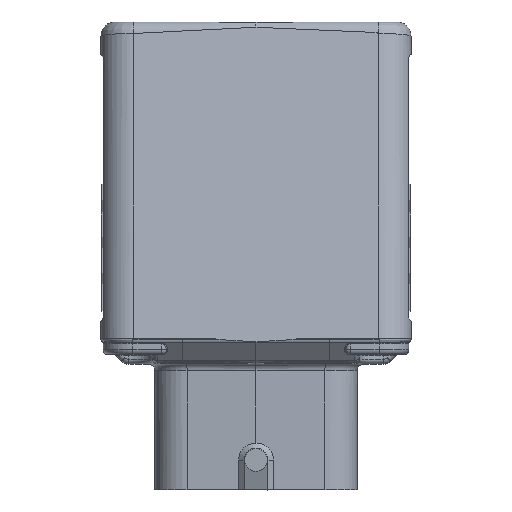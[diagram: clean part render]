
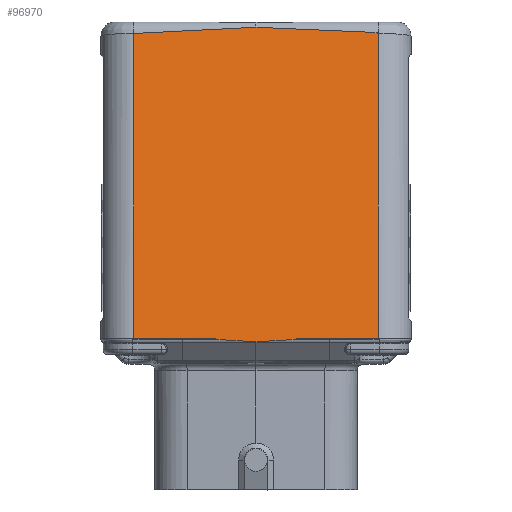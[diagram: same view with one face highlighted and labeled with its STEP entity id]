
A CAD part, top view. The second image highlights one B-rep face of the part: STEP entity #96970.
In plain terms, the highlighted planar face has unit normal (0, 0.174, 0.985).
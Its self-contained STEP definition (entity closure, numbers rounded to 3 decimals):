
#10260=CARTESIAN_POINT('',(72.689,51.92,
17.258));
#10270=VERTEX_POINT('',#10260);
#10300=CARTESIAN_POINT('',(72.689,90.657,
10.427));
#10310=DIRECTION('',(0.,0.985,-0.174));
#10320=VECTOR('',#10310,1.);
#10330=LINE('',#10300,#10320);
#10340=CARTESIAN_POINT('',(72.689,116.83,
5.812));
#10350=VERTEX_POINT('',#10340);
#10360=EDGE_CURVE('',#10270,#10350,#10330,.T.);
#18090=CARTESIAN_POINT('',(46.623,118.147,
5.58));
#18100=VERTEX_POINT('',#18090);
#18150=CARTESIAN_POINT('',(46.623,118.147,
5.58));
#18160=CARTESIAN_POINT('',(44.445,118.086,
5.591));
#18170=CARTESIAN_POINT('',(40.09,117.958,
5.614));
#18180=CARTESIAN_POINT('',(33.559,117.737,
5.653));
#18190=CARTESIAN_POINT('',(28.118,117.513,
5.692));
#18200=CARTESIAN_POINT('',(24.312,117.302,
5.729));
#18210=CARTESIAN_POINT('',(22.411,117.156,
5.755));
#18220=CARTESIAN_POINT('',(21.464,117.056,
5.773));
#18230=CARTESIAN_POINT('',(20.992,116.985,
5.785));
#18240=CARTESIAN_POINT('',(20.76,116.936,
5.794));
#18250=CARTESIAN_POINT('',(20.645,116.9,
5.8));
#18260=CARTESIAN_POINT('',(20.586,116.873,
5.805));
#18270=CARTESIAN_POINT('',(20.556,116.846,
5.81));
#18280=CARTESIAN_POINT('',(20.556,116.83,
5.812));
#18290=B_SPLINE_CURVE_WITH_KNOTS('',3,(#18150,#18160,#18170,#18180,
#18190,#18200,#18210,#18220,#18230,#18240,#18250,#18260,#18270,#18280),
.UNSPECIFIED.,.F.,.F.,(4,1,1,1,1,1,1,1,1,1,1,4),(0.,0.25,
0.5,0.75,0.875,0.938,
0.969,0.984,0.992,0.996,
0.998,1.),.UNSPECIFIED.);
#18300=CARTESIAN_POINT('',(20.556,116.83,
5.812));
#18310=VERTEX_POINT('',#18300);
#18320=EDGE_CURVE('',#18100,#18310,#18290,.T.);
#21490=CARTESIAN_POINT('',(55.31,51.92,
17.258));
#21500=VERTEX_POINT('',#21490);
#21530=CARTESIAN_POINT('',(0.,51.92,
17.258));
#21540=DIRECTION('',(1.,0.,0.));
#21550=VECTOR('',#21540,1.);
#21560=LINE('',#21530,#21550);
#21570=EDGE_CURVE('',#21500,#10270,#21560,.T.);
#21820=CARTESIAN_POINT('',(46.623,51.255,
17.375));
#21830=VERTEX_POINT('',#21820);
#21860=CARTESIAN_POINT('',(17.108,51.746,
17.288));
#21870=DIRECTION('',(0.,0.174,0.985));
#21880=DIRECTION('',(-1.,-0.005,
0.001));
#21890=AXIS2_PLACEMENT_3D('',#21860,#21870,#21880);
#21900=ELLIPSE('',#21890,38.202,1.);
#21910=CARTESIAN_POINT('',(54.73,51.746,
17.288));
#21920=VERTEX_POINT('',#21910);
#21930=EDGE_CURVE('',#21830,#21920,#21900,.T.);
#36870=CARTESIAN_POINT('',(37.936,51.92,
17.258));
#36880=VERTEX_POINT('',#36870);
#37180=CARTESIAN_POINT('',(20.556,51.92,
17.258));
#37190=VERTEX_POINT('',#37180);
#37220=CARTESIAN_POINT('',(0.,51.92,
17.258));
#37230=DIRECTION('',(1.,0.,0.));
#37240=VECTOR('',#37230,1.);
#37250=LINE('',#37220,#37240);
#37260=EDGE_CURVE('',#37190,#36880,#37250,.T.);
#75650=CARTESIAN_POINT('',(38.516,51.746,
17.288));
#75660=VERTEX_POINT('',#75650);
#75690=CARTESIAN_POINT('',(76.137,51.746,
17.288));
#75700=DIRECTION('',(0.,0.174,0.985));
#75710=DIRECTION('',(-1.,0.005,
-0.001));
#75720=AXIS2_PLACEMENT_3D('',#75690,#75700,#75710);
#75730=ELLIPSE('',#75720,38.202,1.);
#75740=EDGE_CURVE('',#75660,#21830,#75730,.T.);
#96280=CARTESIAN_POINT('',(73.996,39.868,
19.383));
#96290=DIRECTION('',(0.,0.174,0.985));
#96300=DIRECTION('',(0.,0.985,-0.174));
#96310=AXIS2_PLACEMENT_3D('',#96280,#96290,#96300);
#96320=PLANE('',#96310);
#96330=ORIENTED_EDGE('',*,*,#21570,.T.);
#96340=EDGE_CURVE('',#21920,#21500,#21900,.T.);
#96350=ORIENTED_EDGE('',*,*,#96340,.T.);
#96360=ORIENTED_EDGE('',*,*,#21930,.T.);
#96370=ORIENTED_EDGE('',*,*,#75740,.T.);
#96380=EDGE_CURVE('',#36880,#75660,#75730,.T.);
#96390=ORIENTED_EDGE('',*,*,#96380,.T.);
#96400=ORIENTED_EDGE('',*,*,#37260,.T.);
#96410=CARTESIAN_POINT('',(20.556,90.657,
10.427));
#96420=DIRECTION('',(0.,0.985,-0.174));
#96430=VECTOR('',#96420,1.);
#96440=LINE('',#96410,#96430);
#96450=EDGE_CURVE('',#37190,#18310,#96440,.T.);
#96460=ORIENTED_EDGE('',*,*,#96450,.F.);
#96470=ORIENTED_EDGE('',*,*,#18320,.T.);
#96480=CARTESIAN_POINT('',(46.089,116.541,
3.053));
#96490=DIRECTION('',(1.,-0.009,
-0.007));
#96500=DIRECTION('',(-0.009,-1.,0.));
#96510=AXIS2_PLACEMENT_3D('',#96480,#96490,#96500);
#96520=CYLINDRICAL_SURFACE('',#96510,3.);
#96530=CARTESIAN_POINT('',(71.68,117.064,
5.771));
#96540=CARTESIAN_POINT('',(71.161,117.126,
5.76));
#96550=CARTESIAN_POINT('',(70.64,117.169,
5.753));
#96560=CARTESIAN_POINT('',(70.119,117.209,
5.746));
#96570=CARTESIAN_POINT('',(69.598,117.25,
5.738));
#96580=CARTESIAN_POINT('',(69.076,117.284,
5.732));
#96590=CARTESIAN_POINT('',(68.555,117.317,
5.727));
#96600=CARTESIAN_POINT('',(67.512,117.382,
5.715));
#96610=CARTESIAN_POINT('',(66.468,117.436,
5.706));
#96620=CARTESIAN_POINT('',(65.424,117.487,
5.697));
#96630=CARTESIAN_POINT('',(63.336,117.588,
5.679));
#96640=CARTESIAN_POINT('',(61.247,117.671,
5.664));
#96650=CARTESIAN_POINT('',(59.159,117.748,
5.65));
#96660=CARTESIAN_POINT('',(57.07,117.826,
5.637));
#96670=CARTESIAN_POINT('',(54.98,117.895,
5.625));
#96680=CARTESIAN_POINT('',(52.891,117.961,
5.613));
#96690=CARTESIAN_POINT('',(50.802,118.027,
5.601));
#96700=CARTESIAN_POINT('',(48.712,118.088,
5.591));
#96710=CARTESIAN_POINT('',(46.623,118.147,
5.58));
#96720=B_SPLINE_CURVE_WITH_KNOTS('',3,(#96530,#96540,#96550,#96560,
#96570,#96580,#96590,#96600,#96610,#96620,#96630,#96640,#96650,#96660,
#96670,#96680,#96690,#96700,#96710),.UNSPECIFIED.,.F.,.F.,(4,3,3,3,3,3,4
),(0.,1.568,3.136,6.272,12.543
,18.814,25.085),.UNSPECIFIED.);
#96730=SURFACE_CURVE('',#96720,(#96320,#96520),.CURVE_3D.);
#96740=CARTESIAN_POINT('',(71.68,117.064,
5.771));
#96750=VERTEX_POINT('',#96740);
#96760=EDGE_CURVE('',#96750,#18100,#96730,.T.);
#96770=ORIENTED_EDGE('',*,*,#96760,.T.);
#96780=CARTESIAN_POINT('',(72.689,116.83,
5.812));
#96790=CARTESIAN_POINT('',(72.689,116.847,
5.809));
#96800=CARTESIAN_POINT('',(72.658,116.873,
5.805));
#96810=CARTESIAN_POINT('',(72.599,116.9,
5.8));
#96820=CARTESIAN_POINT('',(72.483,116.937,
5.794));
#96830=CARTESIAN_POINT('',(72.251,116.985,
5.785));
#96840=CARTESIAN_POINT('',(71.779,117.056,
5.773));
#96850=CARTESIAN_POINT('',(70.832,117.156,
5.755));
#96860=CARTESIAN_POINT('',(68.93,117.302,
5.729));
#96870=CARTESIAN_POINT('',(65.124,117.513,
5.692));
#96880=CARTESIAN_POINT('',(57.507,117.826,
5.637));
#96890=CARTESIAN_POINT('',(50.976,118.025,
5.602));
#96900=CARTESIAN_POINT('',(46.623,118.147,
5.58));
#96910=B_SPLINE_CURVE_WITH_KNOTS('',3,(#96780,#96790,#96800,#96810,
#96820,#96830,#96840,#96850,#96860,#96870,#96880,#96890,#96900),
.UNSPECIFIED.,.F.,.F.,(4,1,1,1,1,1,1,1,1,1,4),(0.,0.002,
0.004,0.008,0.016,0.031,
0.063,0.125,0.25,0.5,
1.),.UNSPECIFIED.);
#96920=EDGE_CURVE('',#10350,#96750,#96910,.T.);
#96930=ORIENTED_EDGE('',*,*,#96920,.T.);
#96940=ORIENTED_EDGE('',*,*,#10360,.T.);
#96950=EDGE_LOOP('',(#96940,#96930,#96770,#96470,#96460,#96400,#96390,
#96370,#96360,#96350,#96330));
#96960=FACE_OUTER_BOUND('',#96950,.T.);
#96970=ADVANCED_FACE('',(#96960),#96320,.T.);
